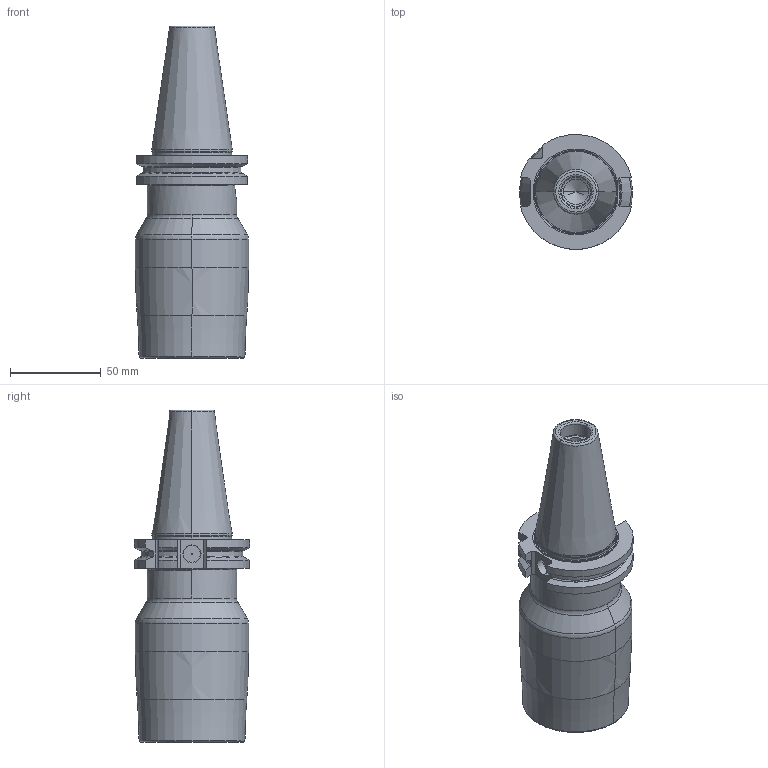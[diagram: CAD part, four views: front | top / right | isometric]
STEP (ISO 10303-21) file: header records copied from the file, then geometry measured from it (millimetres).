
FILE_DESCRIPTION((''),'2;1');
FILE_NAME('607932801-000-00-E43','2023-05-03T09:10:56',('liebchenm'),(''),'CREO PARAMETRIC BY PTC INC, 2021184','CREO PARAMETRIC BY PTC INC, 2021184','');
FILE_SCHEMA(('AP242_MANAGED_MODEL_BASED_3D_ENGINEERING_MIM_LF { 1 0 10303 442 1 1 4 }'));
Length unit declared in the file: millimetre
Products named in the file (1): 607932801-000-00-E43
Bounding box: 62.5 x 63.54 x 183.4 mm (x, y, z)
Volume: 315247.8 mm3; surface area: 44612.9 mm2
Topology: 1 solids, 2 shells, 106 faces, 267 edges, 165 vertices
Faces by surface type: cylinder 29, plane 27, torus 26, cone 22, bspline 2
Entity records: 5065 total; most frequent: CARTESIAN_POINT 1099, DIRECTION 566, ORIENTED_EDGE 520, PRESENTATION_STYLE_ASSIGNMENT 270, STYLED_ITEM 270, CURVE_STYLE 268, EDGE_CURVE 263, AXIS2_PLACEMENT_3D 233
